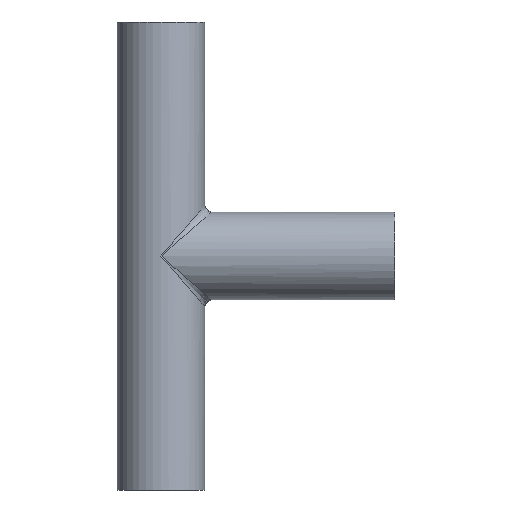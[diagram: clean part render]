
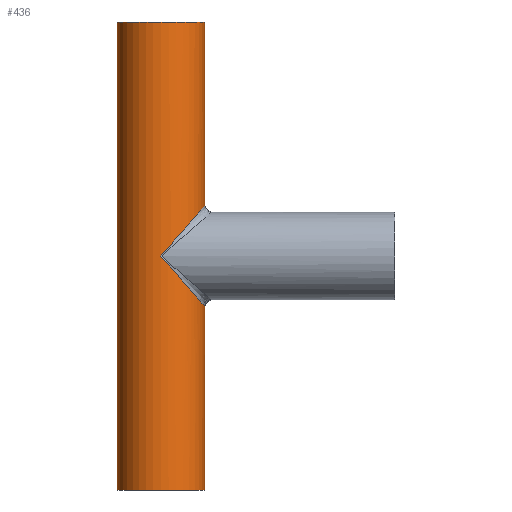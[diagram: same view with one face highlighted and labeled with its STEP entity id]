
A CAD part, front view. The second image highlights one B-rep face of the part: STEP entity #436.
In plain terms, the highlighted cylindrical face has radius 9.525 mm (diameter 19.05 mm), a partial arc.
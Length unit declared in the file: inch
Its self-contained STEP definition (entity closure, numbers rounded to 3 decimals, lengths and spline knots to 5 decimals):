
#18 = CARTESIAN_POINT ( 'NONE',  ( -0.375, 0., -2. ) ) ;
#42 = CIRCLE ( 'NONE', #420, 0.375 ) ;
#48 = LINE ( 'NONE', #151, #458 ) ;
#49 = FACE_OUTER_BOUND ( 'NONE', #700, .T. ) ;
#73 = CARTESIAN_POINT ( 'NONE',  ( 0., -0.375, 0. ) ) ;
#77 = DIRECTION ( 'NONE',  ( -1., 0., 0. ) ) ;
#103 = CARTESIAN_POINT ( 'NONE',  ( 0.375, 0., -0.43406 ) ) ;
#117 = EDGE_CURVE ( 'NONE', #355, #319, #811, .T. ) ;
#141 = EDGE_CURVE ( 'NONE', #906, #341, #42, .T. ) ;
#146 = CARTESIAN_POINT ( 'NONE',  ( 0.375, 0., 2. ) ) ;
#147 = DIRECTION ( 'NONE',  ( 0., 0., -1. ) ) ;
#151 = CARTESIAN_POINT ( 'NONE',  ( 0.375, 0., 2. ) ) ;
#152 = DIRECTION ( 'NONE',  ( 0., 0., 1. ) ) ;
#183 = AXIS2_PLACEMENT_3D ( 'NONE', #642, #576, #77 ) ;
#209 = VECTOR ( 'NONE', #789, 39.37008 ) ;
#212 = ORIENTED_EDGE ( 'NONE', *, *, #117, .F. ) ;
#223 = DIRECTION ( 'NONE',  ( 0., 0., 1. ) ) ;
#227 = AXIS2_PLACEMENT_3D ( 'NONE', #734, #152, #441 ) ;
#240 = VECTOR ( 'NONE', #638, 39.37008 ) ;
#265 =( BOUNDED_CURVE ( )  B_SPLINE_CURVE ( 3, ( #73, #566, #794, #634 ),
 .UNSPECIFIED., .F., .T. ) 
 B_SPLINE_CURVE_WITH_KNOTS ( ( 4, 4 ),
 ( 1.5708, 3.14159 ),
 .UNSPECIFIED. ) 
 CURVE ( )  GEOMETRIC_REPRESENTATION_ITEM ( )  RATIONAL_B_SPLINE_CURVE ( ( 1., 0.805, 0.805, 1. ) ) 
 REPRESENTATION_ITEM ( '' )  );
#288 = VERTEX_POINT ( 'NONE', #346 ) ;
#293 = CARTESIAN_POINT ( 'NONE',  ( 0., -0.375, 0. ) ) ;
#304 = VERTEX_POINT ( 'NONE', #293 ) ;
#307 = DIRECTION ( 'NONE',  ( 1., 0., 0. ) ) ;
#319 = VERTEX_POINT ( 'NONE', #785 ) ;
#341 = VERTEX_POINT ( 'NONE', #647 ) ;
#346 = CARTESIAN_POINT ( 'NONE',  ( 0.375, 0., -0.43406 ) ) ;
#355 = VERTEX_POINT ( 'NONE', #635 ) ;
#357 = ORIENTED_EDGE ( 'NONE', *, *, #529, .F. ) ;
#379 = CARTESIAN_POINT ( 'NONE',  ( 0., -0.375, 0. ) ) ;
#383 = CARTESIAN_POINT ( 'NONE',  ( 0.375, -0.21967, -0.43406 ) ) ;
#386 = LINE ( 'NONE', #428, #240 ) ;
#420 = AXIS2_PLACEMENT_3D ( 'NONE', #874, #223, #307 ) ;
#428 = CARTESIAN_POINT ( 'NONE',  ( -0.375, 0., 2. ) ) ;
#436 = ADVANCED_FACE ( 'NONE', ( #49 ), #905, .T. ) ;
#441 = DIRECTION ( 'NONE',  ( 1., 0., 0. ) ) ;
#458 = VECTOR ( 'NONE', #147, 39.37008 ) ;
#527 =( BOUNDED_CURVE ( )  B_SPLINE_CURVE ( 3, ( #103, #383, #818, #379 ),
 .UNSPECIFIED., .F., .T. ) 
 B_SPLINE_CURVE_WITH_KNOTS ( ( 4, 4 ),
 ( 3.14159, 4.71239 ),
 .UNSPECIFIED. ) 
 CURVE ( )  GEOMETRIC_REPRESENTATION_ITEM ( )  RATIONAL_B_SPLINE_CURVE ( ( 1., 0.805, 0.805, 1. ) ) 
 REPRESENTATION_ITEM ( '' )  );
#529 = EDGE_CURVE ( 'NONE', #288, #341, #48, .T. ) ;
#566 = CARTESIAN_POINT ( 'NONE',  ( 0.21967, -0.375, 0.25426 ) ) ;
#576 = DIRECTION ( 'NONE',  ( 0., 0., -1. ) ) ;
#583 = CARTESIAN_POINT ( 'NONE',  ( 0.375, 0., 0.43406 ) ) ;
#601 = ORIENTED_EDGE ( 'NONE', *, *, #667, .T. ) ;
#621 = EDGE_CURVE ( 'NONE', #304, #690, #265, .T. ) ;
#634 = CARTESIAN_POINT ( 'NONE',  ( 0.375, 0., 0.43406 ) ) ;
#635 = CARTESIAN_POINT ( 'NONE',  ( -0.375, 0., 2. ) ) ;
#638 = DIRECTION ( 'NONE',  ( 0., 0., -1. ) ) ;
#642 = CARTESIAN_POINT ( 'NONE',  ( 0., 0., 2. ) ) ;
#647 = CARTESIAN_POINT ( 'NONE',  ( 0.375, 0., -2. ) ) ;
#667 = EDGE_CURVE ( 'NONE', #355, #906, #386, .T. ) ;
#669 = LINE ( 'NONE', #146, #209 ) ;
#675 = EDGE_CURVE ( 'NONE', #319, #690, #669, .T. ) ;
#690 = VERTEX_POINT ( 'NONE', #583 ) ;
#696 = ORIENTED_EDGE ( 'NONE', *, *, #141, .T. ) ;
#700 = EDGE_LOOP ( 'NONE', ( #758, #212, #601, #696, #357, #834, #883 ) ) ;
#734 = CARTESIAN_POINT ( 'NONE',  ( 0., 0., 2. ) ) ;
#758 = ORIENTED_EDGE ( 'NONE', *, *, #675, .F. ) ;
#781 = EDGE_CURVE ( 'NONE', #288, #304, #527, .T. ) ;
#785 = CARTESIAN_POINT ( 'NONE',  ( 0.375, 0., 2. ) ) ;
#789 = DIRECTION ( 'NONE',  ( 0., 0., -1. ) ) ;
#794 = CARTESIAN_POINT ( 'NONE',  ( 0.375, -0.21967, 0.43406 ) ) ;
#811 = CIRCLE ( 'NONE', #227, 0.375 ) ;
#818 = CARTESIAN_POINT ( 'NONE',  ( 0.21967, -0.375, -0.25426 ) ) ;
#834 = ORIENTED_EDGE ( 'NONE', *, *, #781, .T. ) ;
#874 = CARTESIAN_POINT ( 'NONE',  ( 0., 0., -2. ) ) ;
#883 = ORIENTED_EDGE ( 'NONE', *, *, #621, .T. ) ;
#905 = CYLINDRICAL_SURFACE ( 'NONE', #183, 0.375 ) ;
#906 = VERTEX_POINT ( 'NONE', #18 ) ;
